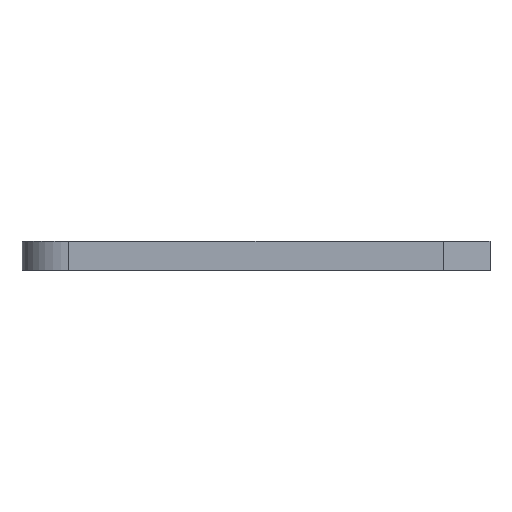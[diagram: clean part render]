
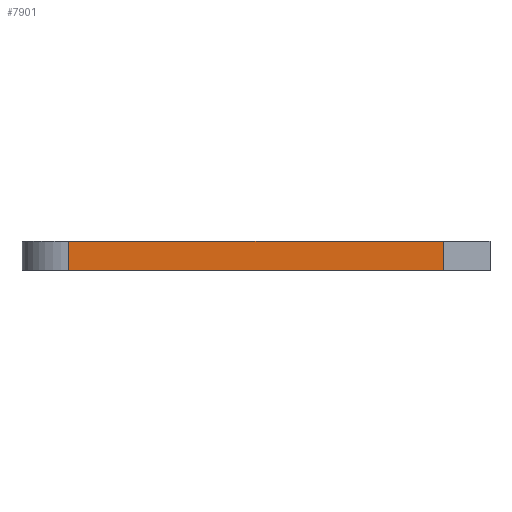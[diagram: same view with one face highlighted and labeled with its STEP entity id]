
A CAD part, front view. The second image highlights one B-rep face of the part: STEP entity #7901.
In plain terms, the highlighted planar face has unit normal (0, -1, 0).
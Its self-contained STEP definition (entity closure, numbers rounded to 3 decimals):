
#5695=FACE_OUTER_BOUND($,#6577,.T.);
#6577=EDGE_LOOP($,(#17784,#17785,#17786,#17787));
#7456=PLANE($,#14378);
#7901=ADVANCED_FACE($,(#5695),#7456,.T.);
#8537=VECTOR($,#30883,20.32);
#8542=VECTOR($,#30888,20.32);
#8550=VECTOR($,#30896,1.58);
#8551=VECTOR($,#30897,1.58);
#10593=LINE($,#33918,#8537);
#10598=LINE($,#33930,#8542);
#10606=LINE($,#33918,#8550);
#10607=LINE($,#33911,#8551);
#14378=AXIS2_PLACEMENT_3D($,#33918,#30902,$);
#17784=ORIENTED_EDGE($,*,*,#22034,.T.);
#17785=ORIENTED_EDGE($,*,*,#22051,.T.);
#17786=ORIENTED_EDGE($,*,*,#22042,.F.);
#17787=ORIENTED_EDGE($,*,*,#22050,.F.);
#22034=EDGE_CURVE($,#25808,#25801,#10593,.T.);
#22042=EDGE_CURVE($,#25817,#25810,#10598,.T.);
#22050=EDGE_CURVE($,#25808,#25817,#10606,.T.);
#22051=EDGE_CURVE($,#25801,#25810,#10607,.T.);
#25801=VERTEX_POINT($,#33911);
#25808=VERTEX_POINT($,#33918);
#25810=VERTEX_POINT($,#33923);
#25817=VERTEX_POINT($,#33930);
#30883=DIRECTION($,(-1.,0.,0.));
#30888=DIRECTION($,(-1.,0.,0.));
#30896=DIRECTION($,(0.,0.,-1.));
#30897=DIRECTION($,(0.,0.,-1.));
#30902=DIRECTION($,(0.,-1.,0.));
#33911=CARTESIAN_POINT('',(2.54,0.,0.));
#33918=CARTESIAN_POINT('',(22.86,0.,0.));
#33923=CARTESIAN_POINT('',(2.54,0.,-1.58));
#33930=CARTESIAN_POINT('',(22.86,0.,-1.58));
